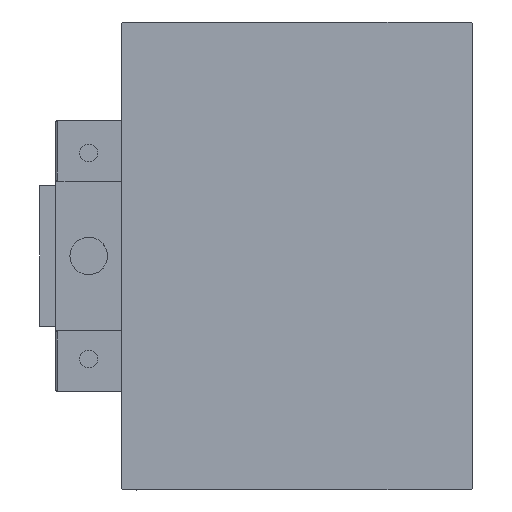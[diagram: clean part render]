
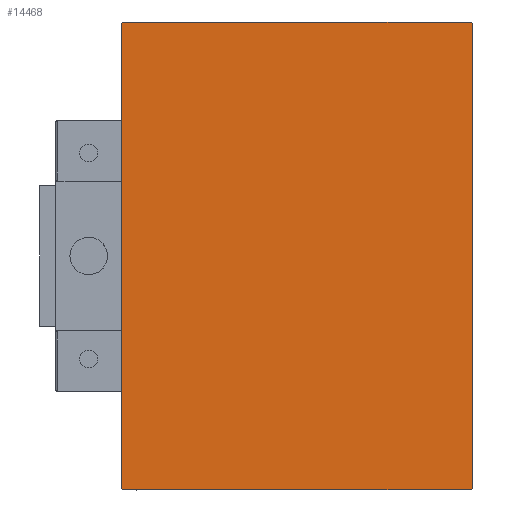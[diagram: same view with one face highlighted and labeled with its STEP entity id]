
A CAD part, left-side view. The second image highlights one B-rep face of the part: STEP entity #14468.
In plain terms, the highlighted face is planar.
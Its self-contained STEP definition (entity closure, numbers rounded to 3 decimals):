
#346 = LINE ( 'NONE', #47092, #26660 ) ;
#1231 = CARTESIAN_POINT ( 'NONE',  ( 123., 37.5, -49.7 ) ) ;
#2135 = VECTOR ( 'NONE', #48091, 1000. ) ;
#2387 = EDGE_CURVE ( 'NONE', #26824, #46080, #3921, .T. ) ;
#3921 = LINE ( 'NONE', #38970, #40363 ) ;
#4165 = DIRECTION ( 'NONE',  ( 0., 0., 1. ) ) ;
#4778 = CARTESIAN_POINT ( 'NONE',  ( 123., 37.5, 49.7 ) ) ;
#4900 = CARTESIAN_POINT ( 'NONE',  ( 123., -37.2, -50. ) ) ;
#6574 = DIRECTION ( 'NONE',  ( 0., 0.707, -0.707 ) ) ;
#7063 = PLANE ( 'NONE',  #37959 ) ;
#7131 = LINE ( 'NONE', #49545, #41131 ) ;
#7315 = DIRECTION ( 'NONE',  ( 1., 0., 0. ) ) ;
#7792 = ORIENTED_EDGE ( 'NONE', *, *, #45468, .T. ) ;
#8482 = DIRECTION ( 'NONE',  ( 0., -1., 0. ) ) ;
#10330 = VERTEX_POINT ( 'NONE', #16033 ) ;
#11362 = EDGE_CURVE ( 'NONE', #14302, #15137, #7131, .T. ) ;
#12172 = CARTESIAN_POINT ( 'NONE',  ( 123., 37.2, -50. ) ) ;
#12799 = CARTESIAN_POINT ( 'NONE',  ( 123., 43.6, 43.6 ) ) ;
#12868 = DIRECTION ( 'NONE',  ( 0., 0., -1. ) ) ;
#13805 = LINE ( 'NONE', #12799, #2135 ) ;
#13842 = EDGE_CURVE ( 'NONE', #24210, #26824, #13805, .T. ) ;
#14302 = VERTEX_POINT ( 'NONE', #12172 ) ;
#14468 = ADVANCED_FACE ( 'NONE', ( #42099 ), #7063, .T. ) ;
#14873 = CARTESIAN_POINT ( 'NONE',  ( 123., -43.6, 43.6 ) ) ;
#15137 = VERTEX_POINT ( 'NONE', #1231 ) ;
#15643 = ORIENTED_EDGE ( 'NONE', *, *, #19824, .T. ) ;
#16007 = VECTOR ( 'NONE', #6574, 1000. ) ;
#16033 = CARTESIAN_POINT ( 'NONE',  ( 123., -37.5, -49.7 ) ) ;
#18469 = VECTOR ( 'NONE', #23515, 1000. ) ;
#18501 = VECTOR ( 'NONE', #12868, 1000. ) ;
#19824 = EDGE_CURVE ( 'NONE', #24830, #14302, #30851, .T. ) ;
#20154 = DIRECTION ( 'NONE',  ( 0., 1., 0. ) ) ;
#20983 = CARTESIAN_POINT ( 'NONE',  ( 123., -37.5, 50. ) ) ;
#21394 = VECTOR ( 'NONE', #20154, 1000. ) ;
#23515 = DIRECTION ( 'NONE',  ( 0., -0.707, -0.707 ) ) ;
#24210 = VERTEX_POINT ( 'NONE', #4778 ) ;
#24830 = VERTEX_POINT ( 'NONE', #4900 ) ;
#25941 = ORIENTED_EDGE ( 'NONE', *, *, #49835, .T. ) ;
#26660 = VECTOR ( 'NONE', #4165, 1000. ) ;
#26824 = VERTEX_POINT ( 'NONE', #49158 ) ;
#29725 = ORIENTED_EDGE ( 'NONE', *, *, #49512, .T. ) ;
#29932 = CARTESIAN_POINT ( 'NONE',  ( 123., -43.6, -43.6 ) ) ;
#30514 = CARTESIAN_POINT ( 'NONE',  ( 123., -37.2, 50. ) ) ;
#30674 = CARTESIAN_POINT ( 'NONE',  ( 123., 0., 0. ) ) ;
#30851 = LINE ( 'NONE', #46332, #21394 ) ;
#30977 = DIRECTION ( 'NONE',  ( 0., 0.707, 0.707 ) ) ;
#32483 = LINE ( 'NONE', #29932, #16007 ) ;
#33553 = ORIENTED_EDGE ( 'NONE', *, *, #35142, .T. ) ;
#33985 = DIRECTION ( 'NONE',  ( 0., 0., -1. ) ) ;
#35142 = EDGE_CURVE ( 'NONE', #15137, #24210, #346, .T. ) ;
#35305 = ORIENTED_EDGE ( 'NONE', *, *, #2387, .T. ) ;
#35748 = ORIENTED_EDGE ( 'NONE', *, *, #13842, .T. ) ;
#37759 = VERTEX_POINT ( 'NONE', #47968 ) ;
#37959 = AXIS2_PLACEMENT_3D ( 'NONE', #30674, #7315, #33985 ) ;
#38970 = CARTESIAN_POINT ( 'NONE',  ( 123., 37.5, 50. ) ) ;
#40025 = LINE ( 'NONE', #20983, #18501 ) ;
#40363 = VECTOR ( 'NONE', #8482, 1000. ) ;
#41131 = VECTOR ( 'NONE', #30977, 1000. ) ;
#42099 = FACE_OUTER_BOUND ( 'NONE', #44964, .T. ) ;
#44060 = ORIENTED_EDGE ( 'NONE', *, *, #11362, .T. ) ;
#44964 = EDGE_LOOP ( 'NONE', ( #15643, #44060, #33553, #35748, #35305, #7792, #25941, #29725 ) ) ;
#45468 = EDGE_CURVE ( 'NONE', #46080, #37759, #46615, .T. ) ;
#46080 = VERTEX_POINT ( 'NONE', #30514 ) ;
#46332 = CARTESIAN_POINT ( 'NONE',  ( 123., -37.5, -50. ) ) ;
#46615 = LINE ( 'NONE', #14873, #18469 ) ;
#47092 = CARTESIAN_POINT ( 'NONE',  ( 123., 37.5, -50. ) ) ;
#47968 = CARTESIAN_POINT ( 'NONE',  ( 123., -37.5, 49.7 ) ) ;
#48091 = DIRECTION ( 'NONE',  ( 0., -0.707, 0.707 ) ) ;
#49158 = CARTESIAN_POINT ( 'NONE',  ( 123., 37.2, 50. ) ) ;
#49512 = EDGE_CURVE ( 'NONE', #10330, #24830, #32483, .T. ) ;
#49545 = CARTESIAN_POINT ( 'NONE',  ( 123., 43.6, -43.6 ) ) ;
#49835 = EDGE_CURVE ( 'NONE', #37759, #10330, #40025, .T. ) ;
